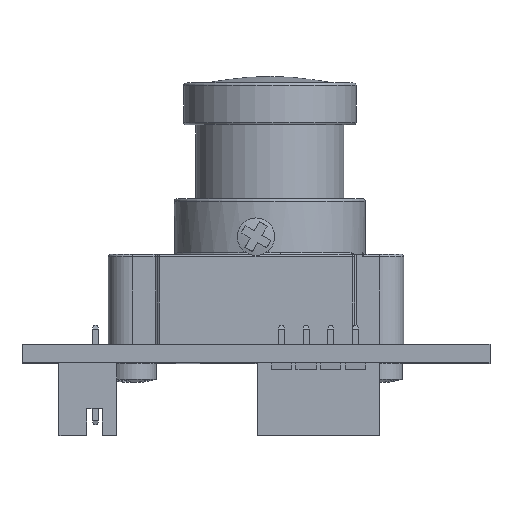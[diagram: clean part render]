
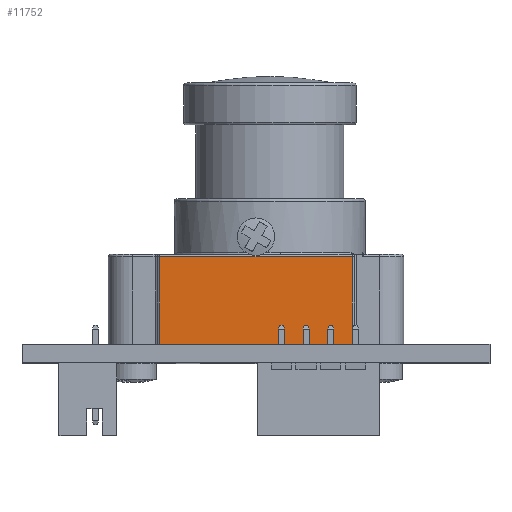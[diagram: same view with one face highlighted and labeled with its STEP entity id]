
A CAD part, top view. The second image highlights one B-rep face of the part: STEP entity #11752.
In plain terms, the highlighted planar face has unit normal (0, 0, 1).
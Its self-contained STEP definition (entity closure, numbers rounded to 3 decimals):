
#651=PLANE('',#12512);
#1300=FACE_OUTER_BOUND('',#1957,.T.);
#1957=EDGE_LOOP('',(#9750,#9751,#9752,#9753));
#3038=LINE('',#18763,#4330);
#3071=LINE('',#18889,#4363);
#3074=LINE('',#18896,#4366);
#3082=LINE('',#18923,#4374);
#4330=VECTOR('',#14600,10.);
#4363=VECTOR('',#14743,10.);
#4366=VECTOR('',#14750,10.);
#4374=VECTOR('',#14784,10.);
#5585=VERTEX_POINT('',#18760);
#5586=VERTEX_POINT('',#18762);
#5624=VERTEX_POINT('',#18887);
#5625=VERTEX_POINT('',#18892);
#7000=EDGE_CURVE('',#5585,#5586,#3038,.T.);
#7063=EDGE_CURVE('',#5624,#5585,#3071,.T.);
#7067=EDGE_CURVE('',#5586,#5625,#3074,.T.);
#7081=EDGE_CURVE('',#5624,#5625,#3082,.T.);
#9750=ORIENTED_EDGE('',*,*,#7063,.F.);
#9751=ORIENTED_EDGE('',*,*,#7081,.T.);
#9752=ORIENTED_EDGE('',*,*,#7067,.F.);
#9753=ORIENTED_EDGE('',*,*,#7000,.F.);
#11752=ADVANCED_FACE('',(#1300),#651,.F.);
#12512=AXIS2_PLACEMENT_3D('',#18922,#14782,#14783);
#14600=DIRECTION('',(1.,0.,0.));
#14743=DIRECTION('',(0.,1.,0.));
#14750=DIRECTION('',(0.,-1.,0.));
#14782=DIRECTION('center_axis',(0.,0.,-1.));
#14783=DIRECTION('ref_axis',(-1.,0.,0.));
#14784=DIRECTION('',(1.,0.,0.));
#18760=CARTESIAN_POINT('',(-7.8,7.891,8.));
#18762=CARTESIAN_POINT('',(7.8,7.891,8.));
#18763=CARTESIAN_POINT('',(4.562,7.891,8.));
#18887=CARTESIAN_POINT('',(-7.8,0.75,8.));
#18889=CARTESIAN_POINT('',(-7.8,6.75,8.));
#18892=CARTESIAN_POINT('',(7.8,0.75,8.));
#18896=CARTESIAN_POINT('',(7.8,6.75,8.));
#18922=CARTESIAN_POINT('Origin',(8.,6.75,8.));
#18923=CARTESIAN_POINT('',(4.,0.75,8.));
